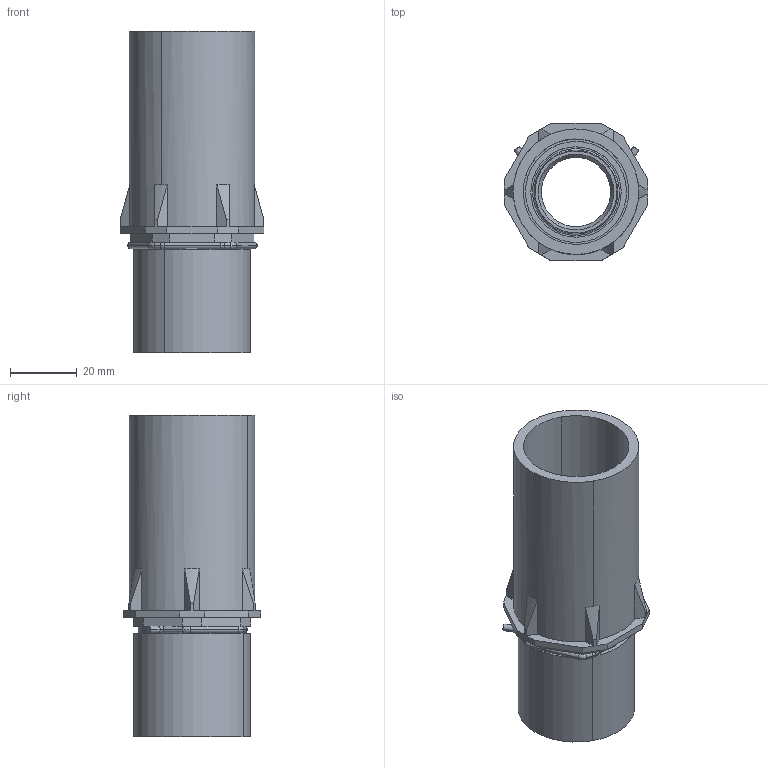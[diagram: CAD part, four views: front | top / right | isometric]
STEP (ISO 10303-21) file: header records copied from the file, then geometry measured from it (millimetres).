
FILE_DESCRIPTION(('CATIA V5 STEP Exchange','CAx-IF Rec.Pracs.--- Model Styling and Organization---1.4--- 2014-01-23'),'2;1');
FILE_NAME ('133776-4_1', '2019-08-15T12:09:09+00:00', ('none'), ('Weidmueller'), 'CATIA Version 5-6 Release 2016 SP3 HF44', 'CATIA V5 STEP AP214', 'none');
FILE_SCHEMA(('AUTOMOTIVE_DESIGN { 1 0 10303 214 1 1 1 1 }'));
Length unit declared in the file: millimetre
Products named in the file (1): 1242220000
Bounding box: 43 x 41 x 96 mm (x, y, z)
Volume: 33658.2 mm3; surface area: 24367.7 mm2
Topology: 2 solids, 2 shells, 120 faces, 286 edges, 178 vertices
Faces by surface type: plane 54, cylinder 36, torus 18, cone 12
Entity records: 3227 total; most frequent: CARTESIAN_POINT 634, ORIENTED_EDGE 572, DIRECTION 426, EDGE_CURVE 286, AXIS2_PLACEMENT_3D 190, VERTEX_POINT 178, VECTOR 158, LINE 158
